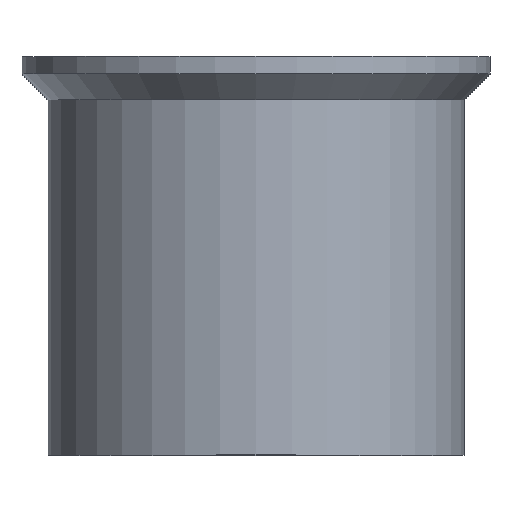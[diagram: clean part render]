
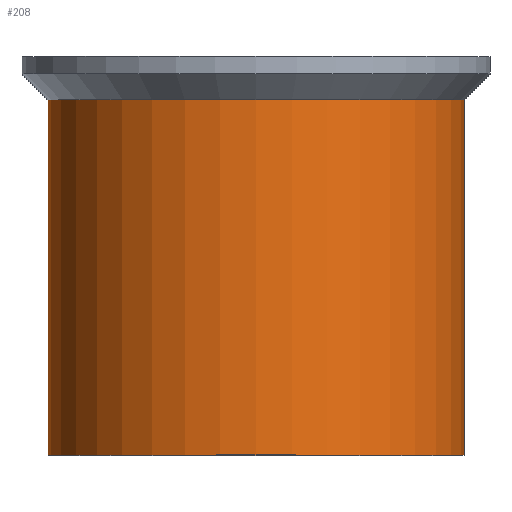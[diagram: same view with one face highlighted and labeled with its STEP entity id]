
A CAD part, top view. The second image highlights one B-rep face of the part: STEP entity #208.
In plain terms, the highlighted cylindrical face has radius 12 mm (diameter 24 mm), a full revolution.
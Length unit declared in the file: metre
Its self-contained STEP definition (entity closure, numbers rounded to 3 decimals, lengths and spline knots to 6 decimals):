
#50=CYLINDRICAL_SURFACE('',#240,0.012);
#96=ORIENTED_EDGE('',*,*,#101,.T.);
#97=ORIENTED_EDGE('',*,*,#122,.F.);
#101=EDGE_CURVE('',#125,#125,#143,.T.);
#122=EDGE_CURVE('',#140,#140,#146,.T.);
#125=VERTEX_POINT('',#305);
#140=VERTEX_POINT('',#351);
#143=CIRCLE('',#225,0.012);
#146=CIRCLE('',#238,0.012);
#164=EDGE_LOOP('',(#96));
#165=EDGE_LOOP('',(#97));
#184=FACE_BOUND('',#164,.T.);
#185=FACE_BOUND('',#165,.T.);
#208=ADVANCED_FACE('',(#184,#185),#50,.T.);
#225=AXIS2_PLACEMENT_3D('',#304,#248,#249);
#238=AXIS2_PLACEMENT_3D('',#350,#292,#293);
#240=AXIS2_PLACEMENT_3D('',#354,#296,#297);
#248=DIRECTION('',(0.,1.,0.));
#249=DIRECTION('',(0.,0.,1.));
#292=DIRECTION('',(0.,1.,0.));
#293=DIRECTION('',(0.,0.,1.));
#296=DIRECTION('',(0.,1.,0.));
#297=DIRECTION('',(0.,0.,1.));
#304=CARTESIAN_POINT('',(0.069628,0.011,0.016));
#305=CARTESIAN_POINT('',(0.069628,0.011,0.028));
#350=CARTESIAN_POINT('',(0.069628,0.0315,0.016));
#351=CARTESIAN_POINT('',(0.069628,0.0315,0.028));
#354=CARTESIAN_POINT('',(0.069628,-0.0225,0.016));
